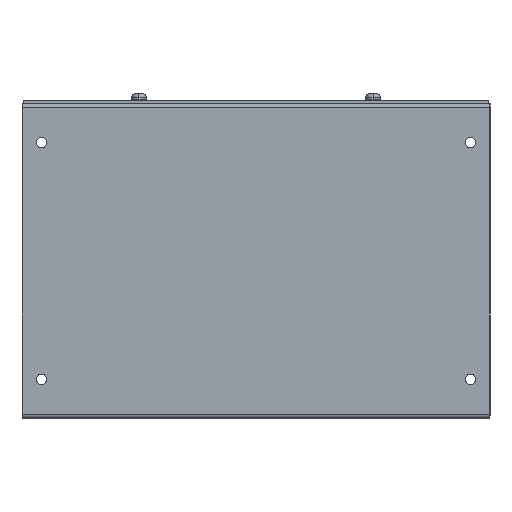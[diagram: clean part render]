
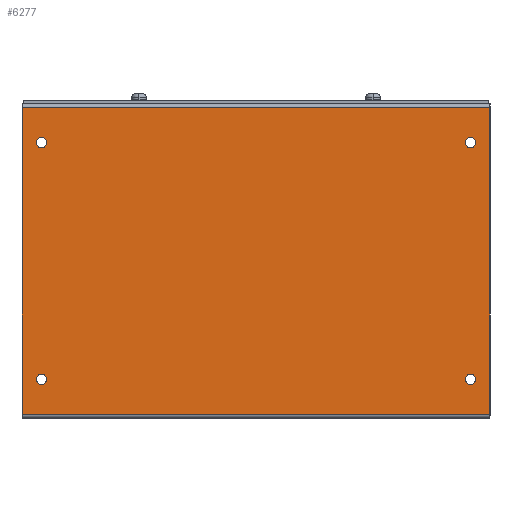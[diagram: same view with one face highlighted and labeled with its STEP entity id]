
A CAD part, left-side view. The second image highlights one B-rep face of the part: STEP entity #6277.
In plain terms, the highlighted planar face has unit normal (-1, 0, 0).
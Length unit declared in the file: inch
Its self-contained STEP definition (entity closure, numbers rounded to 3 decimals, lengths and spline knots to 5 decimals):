
#49 = DIRECTION ( 'NONE',  ( -1., 0., 0. ) ) ;
#52 = DIRECTION ( 'NONE',  ( 0., 1., 0. ) ) ;
#137 = CARTESIAN_POINT ( 'NONE',  ( -4.072, 5.5, 1. ) ) ;
#150 = ORIENTED_EDGE ( 'NONE', *, *, #5191, .F. ) ;
#241 = VERTEX_POINT ( 'NONE', #4176 ) ;
#254 = FACE_BOUND ( 'NONE', #1097, .T. ) ;
#281 = EDGE_CURVE ( 'NONE', #1263, #241, #4645, .T. ) ;
#283 = CIRCLE ( 'NONE', #3910, 0.133 ) ;
#410 = CARTESIAN_POINT ( 'NONE',  ( -4.072, 5.5, 7.205 ) ) ;
#462 = AXIS2_PLACEMENT_3D ( 'NONE', #659, #6163, #5147 ) ;
#510 = EDGE_CURVE ( 'NONE', #2691, #3323, #2988, .T. ) ;
#553 = ORIENTED_EDGE ( 'NONE', *, *, #5392, .F. ) ;
#559 = CARTESIAN_POINT ( 'NONE',  ( -4.072, -5.5, 1.133 ) ) ;
#561 = ORIENTED_EDGE ( 'NONE', *, *, #975, .T. ) ;
#619 = DIRECTION ( 'NONE',  ( 0., 0., -1. ) ) ;
#634 = CARTESIAN_POINT ( 'NONE',  ( -4.072, -6., 0.108 ) ) ;
#659 = CARTESIAN_POINT ( 'NONE',  ( -4.072, -5.5, 7.072 ) ) ;
#717 = CARTESIAN_POINT ( 'NONE',  ( -4.072, 5.5, 7.072 ) ) ;
#738 = FACE_BOUND ( 'NONE', #4103, .T. ) ;
#802 = AXIS2_PLACEMENT_3D ( 'NONE', #5339, #6394, #2876 ) ;
#879 = CIRCLE ( 'NONE', #6206, 0.133 ) ;
#967 = EDGE_CURVE ( 'NONE', #2691, #241, #4362, .T. ) ;
#972 = CARTESIAN_POINT ( 'NONE',  ( -4.072, -6., 0.108 ) ) ;
#975 = EDGE_CURVE ( 'NONE', #1263, #3323, #4293, .T. ) ;
#1075 = DIRECTION ( 'NONE',  ( 0., 0., 1. ) ) ;
#1097 = EDGE_LOOP ( 'NONE', ( #5783, #3649 ) ) ;
#1114 = DIRECTION ( 'NONE',  ( 1., 0., 0. ) ) ;
#1133 = VERTEX_POINT ( 'NONE', #3211 ) ;
#1137 = CARTESIAN_POINT ( 'NONE',  ( -4.072, -5.5, 0.867 ) ) ;
#1263 = VERTEX_POINT ( 'NONE', #1325 ) ;
#1276 = CARTESIAN_POINT ( 'NONE',  ( -4.072, -6., 0.072 ) ) ;
#1298 = CIRCLE ( 'NONE', #4516, 0.133 ) ;
#1325 = CARTESIAN_POINT ( 'NONE',  ( -4.072, 6., 7.964 ) ) ;
#1341 = CARTESIAN_POINT ( 'NONE',  ( -4.072, 6., 0.072 ) ) ;
#1655 = CARTESIAN_POINT ( 'NONE',  ( -4.072, 5.5, 7.072 ) ) ;
#1692 = DIRECTION ( 'NONE',  ( 0., 0., 1. ) ) ;
#1719 = CARTESIAN_POINT ( 'NONE',  ( -4.072, -5.5, 7.205 ) ) ;
#1813 = DIRECTION ( 'NONE',  ( 0., 0., 1. ) ) ;
#1830 = DIRECTION ( 'NONE',  ( 0., 0., 1. ) ) ;
#1838 = EDGE_LOOP ( 'NONE', ( #553, #4573 ) ) ;
#1873 = ORIENTED_EDGE ( 'NONE', *, *, #967, .T. ) ;
#2112 = EDGE_LOOP ( 'NONE', ( #4145, #561, #6116, #1873 ) ) ;
#2129 = CARTESIAN_POINT ( 'NONE',  ( -4.072, -5.5, 1. ) ) ;
#2135 = CIRCLE ( 'NONE', #2551, 0.133 ) ;
#2227 = VECTOR ( 'NONE', #1830, 39.37008 ) ;
#2246 = PLANE ( 'NONE',  #6434 ) ;
#2467 = CIRCLE ( 'NONE', #5047, 0.133 ) ;
#2520 = CARTESIAN_POINT ( 'NONE',  ( -4.072, 5.5, 1.133 ) ) ;
#2551 = AXIS2_PLACEMENT_3D ( 'NONE', #2820, #6279, #1813 ) ;
#2601 = EDGE_CURVE ( 'NONE', #2913, #4459, #879, .T. ) ;
#2664 = CARTESIAN_POINT ( 'NONE',  ( -4.072, -6., 7.964 ) ) ;
#2691 = VERTEX_POINT ( 'NONE', #634 ) ;
#2729 = FACE_BOUND ( 'NONE', #1838, .T. ) ;
#2747 = VECTOR ( 'NONE', #3861, 39.37008 ) ;
#2820 = CARTESIAN_POINT ( 'NONE',  ( -4.072, -5.5, 1. ) ) ;
#2876 = DIRECTION ( 'NONE',  ( 0., 0., 1. ) ) ;
#2882 = VERTEX_POINT ( 'NONE', #2520 ) ;
#2913 = VERTEX_POINT ( 'NONE', #559 ) ;
#2916 = EDGE_CURVE ( 'NONE', #4476, #2882, #1298, .T. ) ;
#2988 = LINE ( 'NONE', #972, #3255 ) ;
#3092 = DIRECTION ( 'NONE',  ( -1., 0., 0. ) ) ;
#3108 = DIRECTION ( 'NONE',  ( 0., 0., 1. ) ) ;
#3189 = EDGE_CURVE ( 'NONE', #4459, #2913, #2135, .T. ) ;
#3211 = CARTESIAN_POINT ( 'NONE',  ( -4.072, -5.5, 6.939 ) ) ;
#3255 = VECTOR ( 'NONE', #52, 39.37008 ) ;
#3323 = VERTEX_POINT ( 'NONE', #5606 ) ;
#3505 = CARTESIAN_POINT ( 'NONE',  ( -4.072, 5.5, 0.867 ) ) ;
#3649 = ORIENTED_EDGE ( 'NONE', *, *, #5180, .F. ) ;
#3668 = DIRECTION ( 'NONE',  ( 0., 0., 1. ) ) ;
#3738 = CARTESIAN_POINT ( 'NONE',  ( -4.072, 5.5, 1. ) ) ;
#3751 = DIRECTION ( 'NONE',  ( 0., -1., 0. ) ) ;
#3861 = DIRECTION ( 'NONE',  ( 0., 0., -1. ) ) ;
#3910 = AXIS2_PLACEMENT_3D ( 'NONE', #717, #5204, #1692 ) ;
#4103 = EDGE_LOOP ( 'NONE', ( #5050, #4976 ) ) ;
#4121 = CIRCLE ( 'NONE', #802, 0.133 ) ;
#4145 = ORIENTED_EDGE ( 'NONE', *, *, #281, .F. ) ;
#4176 = CARTESIAN_POINT ( 'NONE',  ( -4.072, -6., 7.964 ) ) ;
#4178 = EDGE_CURVE ( 'NONE', #4647, #5279, #2467, .T. ) ;
#4180 = EDGE_LOOP ( 'NONE', ( #150, #5682 ) ) ;
#4219 = CARTESIAN_POINT ( 'NONE',  ( -4.072, -6., 0.0625 ) ) ;
#4293 = LINE ( 'NONE', #1341, #2747 ) ;
#4321 = VERTEX_POINT ( 'NONE', #1719 ) ;
#4362 = LINE ( 'NONE', #1276, #2227 ) ;
#4396 = VECTOR ( 'NONE', #3751, 39.37008 ) ;
#4459 = VERTEX_POINT ( 'NONE', #1137 ) ;
#4476 = VERTEX_POINT ( 'NONE', #3505 ) ;
#4516 = AXIS2_PLACEMENT_3D ( 'NONE', #137, #4530, #4565 ) ;
#4530 = DIRECTION ( 'NONE',  ( -1., 0., 0. ) ) ;
#4565 = DIRECTION ( 'NONE',  ( 0., 0., 1. ) ) ;
#4573 = ORIENTED_EDGE ( 'NONE', *, *, #5011, .F. ) ;
#4645 = LINE ( 'NONE', #2664, #4396 ) ;
#4647 = VERTEX_POINT ( 'NONE', #410 ) ;
#4685 = DIRECTION ( 'NONE',  ( -1., 0., 0. ) ) ;
#4707 = FACE_BOUND ( 'NONE', #4180, .T. ) ;
#4976 = ORIENTED_EDGE ( 'NONE', *, *, #3189, .F. ) ;
#5011 = EDGE_CURVE ( 'NONE', #1133, #4321, #4121, .T. ) ;
#5047 = AXIS2_PLACEMENT_3D ( 'NONE', #1655, #3092, #1075 ) ;
#5050 = ORIENTED_EDGE ( 'NONE', *, *, #2601, .F. ) ;
#5147 = DIRECTION ( 'NONE',  ( 0., 0., 1. ) ) ;
#5180 = EDGE_CURVE ( 'NONE', #5279, #4647, #283, .T. ) ;
#5191 = EDGE_CURVE ( 'NONE', #2882, #4476, #5442, .T. ) ;
#5196 = FACE_OUTER_BOUND ( 'NONE', #2112, .T. ) ;
#5204 = DIRECTION ( 'NONE',  ( -1., 0., 0. ) ) ;
#5234 = AXIS2_PLACEMENT_3D ( 'NONE', #3738, #4685, #3668 ) ;
#5279 = VERTEX_POINT ( 'NONE', #5388 ) ;
#5339 = CARTESIAN_POINT ( 'NONE',  ( -4.072, -5.5, 7.072 ) ) ;
#5388 = CARTESIAN_POINT ( 'NONE',  ( -4.072, 5.5, 6.939 ) ) ;
#5392 = EDGE_CURVE ( 'NONE', #4321, #1133, #5650, .T. ) ;
#5442 = CIRCLE ( 'NONE', #5234, 0.133 ) ;
#5606 = CARTESIAN_POINT ( 'NONE',  ( -4.072, 6., 0.108 ) ) ;
#5650 = CIRCLE ( 'NONE', #462, 0.133 ) ;
#5682 = ORIENTED_EDGE ( 'NONE', *, *, #2916, .F. ) ;
#5783 = ORIENTED_EDGE ( 'NONE', *, *, #4178, .F. ) ;
#6116 = ORIENTED_EDGE ( 'NONE', *, *, #510, .F. ) ;
#6163 = DIRECTION ( 'NONE',  ( -1., 0., 0. ) ) ;
#6206 = AXIS2_PLACEMENT_3D ( 'NONE', #2129, #49, #3108 ) ;
#6277 = ADVANCED_FACE ( 'NONE', ( #5196, #738, #2729, #4707, #254 ), #2246, .F. ) ;
#6279 = DIRECTION ( 'NONE',  ( -1., 0., 0. ) ) ;
#6394 = DIRECTION ( 'NONE',  ( -1., 0., 0. ) ) ;
#6434 = AXIS2_PLACEMENT_3D ( 'NONE', #4219, #1114, #619 ) ;
